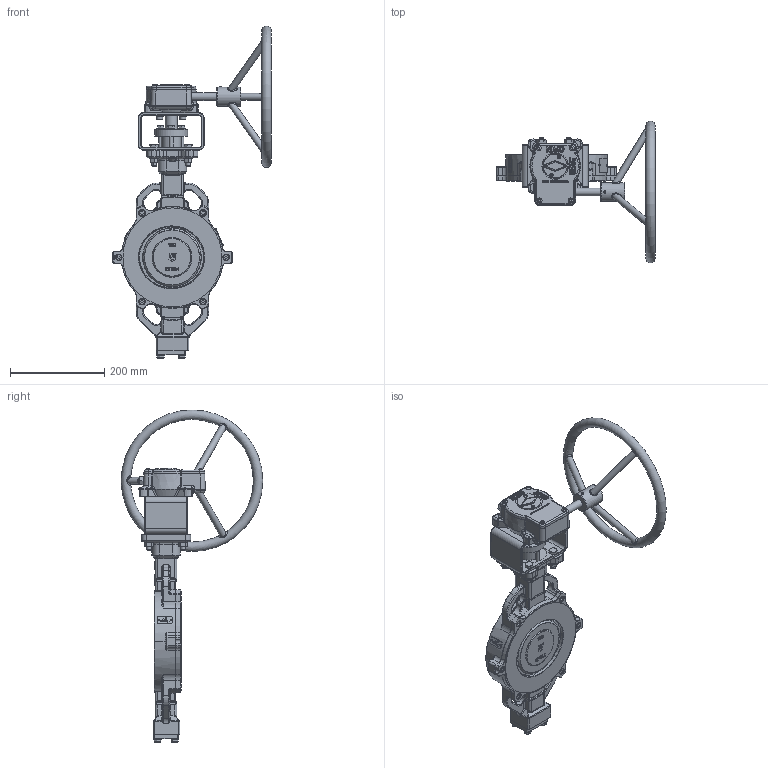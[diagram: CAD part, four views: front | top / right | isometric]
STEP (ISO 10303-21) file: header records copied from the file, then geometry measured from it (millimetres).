
FILE_DESCRIPTION(('HOOPS Exchange Step'),'2;1');
FILE_NAME('AK13_DN150_PN10-40-ANSI150-300_Getriebe.stp','2024-11-22T11:44:47+01:00',('nieru'),('Unknown organisation'),'HOOPS Exchange 2024.2','HOOPS Exchange','Unknown authorisation');
FILE_SCHEMA( ('AP203_CONFIGURATION_CONTROLLED_3D_DESIGN_OF_MECHANICAL_PARTS_AND_ASSEMBLIES_MIM_LF') );
Length unit declared in the file: millimetre
Products named in the file (10): 0; root
Assembly tree (9 placements, depth 4):
  root
    0
    0
      0
      0
      0
        0
      0
      0
        0
Bounding box: 335.84 x 300 x 703.9 mm (x, y, z)
Volume: 2964579 mm3; surface area: 668995.5 mm2
Topology: 79 solids, 706 shells, 4127 faces, 11439 edges, 8110 vertices
Faces by surface type: bspline 1297, cylinder 1045, plane 965, cone 415, torus 351, sphere 54
Full cylindrical faces by diameter (mm): 6.8 x3, 8 x7, 9 x4, 10.106 x4, 10.5 x4, 11 x8, 13 x12, 14 x3, 14.8 x4, 16 x5, 17.15 x1, 18.1 x4, 22 x2, 25 x4, 35 x1, 40 x1, 41.739 x1, 52 x1, 56 x1, 69.5 x1, 75 x1, 130 x1, 155 x1
Entity records: 342750 total; most frequent: CARTESIAN_POINT 243493, ORIENTED_EDGE 19748, DIRECTION 17699, EDGE_CURVE 11371, VERTEX_POINT 8110, AXIS2_PLACEMENT_3D 6994, EDGE_LOOP 4323, FACE_BOUND 4323
